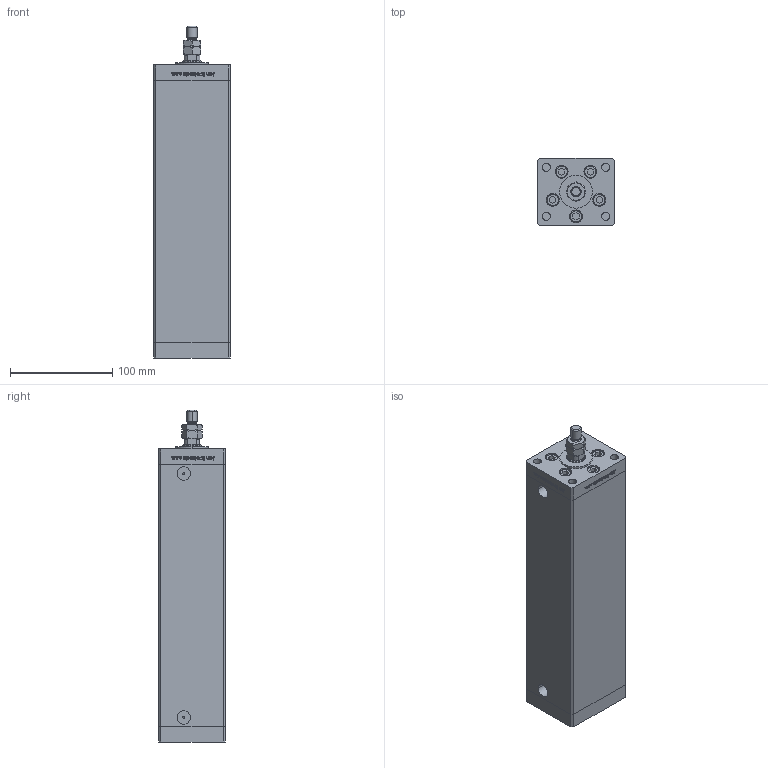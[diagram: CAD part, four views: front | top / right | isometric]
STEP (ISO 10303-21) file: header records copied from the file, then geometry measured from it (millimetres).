
FILE_DESCRIPTION (( 'STEP AP203' ), '1' );
FILE_NAME ('32b8.STEP', '2024-01-08T21:23:58', ( '' ), ( '' ), 'SwSTEP 2.0', 'SolidWorks 2019', '' );
FILE_SCHEMA (( 'CONFIG_CONTROL_DESIGN' ));
Length unit declared in the file: millimetre
Products named in the file (7): V220C BACK_B 0b770eeddb79ec745f66d06b182160df; V220C_FRONT_B 0b770eeddb79ec745f66d06b182160df; ALLEN BOLT 0b770eeddb79ec745f66d06b182160df; 32b8; MTA 0b770eeddb79ec745f66d06b182160df; V220C_B MIDDLE 0b770eeddb79ec745f66d06b182160df; V220C_VC_B 0b770eeddb79ec745f66d06b182160df
Assembly tree (15 placements, depth 2):
  32b8
    V220C_B MIDDLE 0b770eeddb79ec745f66d06b182160df
    V220C BACK_B 0b770eeddb79ec745f66d06b182160df
    V220C_FRONT_B 0b770eeddb79ec745f66d06b182160df
    V220C_VC_B 0b770eeddb79ec745f66d06b182160df
    ALLEN BOLT 0b770eeddb79ec745f66d06b182160df  x10
    MTA 0b770eeddb79ec745f66d06b182160df
Bounding box: 75 x 65 x 324 mm (x, y, z)
Volume: 1221872.6 mm3; surface area: 183894.5 mm2
Topology: 15 solids, 15 shells, 1232 faces, 3057 edges, 1993 vertices
Faces by surface type: bspline 484, plane 477, cylinder 151, cone 74, torus 46
Entity records: 53748 total; most frequent: CARTESIAN_POINT 30786, ORIENTED_EDGE 5282, DIRECTION 3023, EDGE_CURVE 2641, VERTEX_POINT 1741, VECTOR 1339, LINE 1339, EDGE_LOOP 1200
